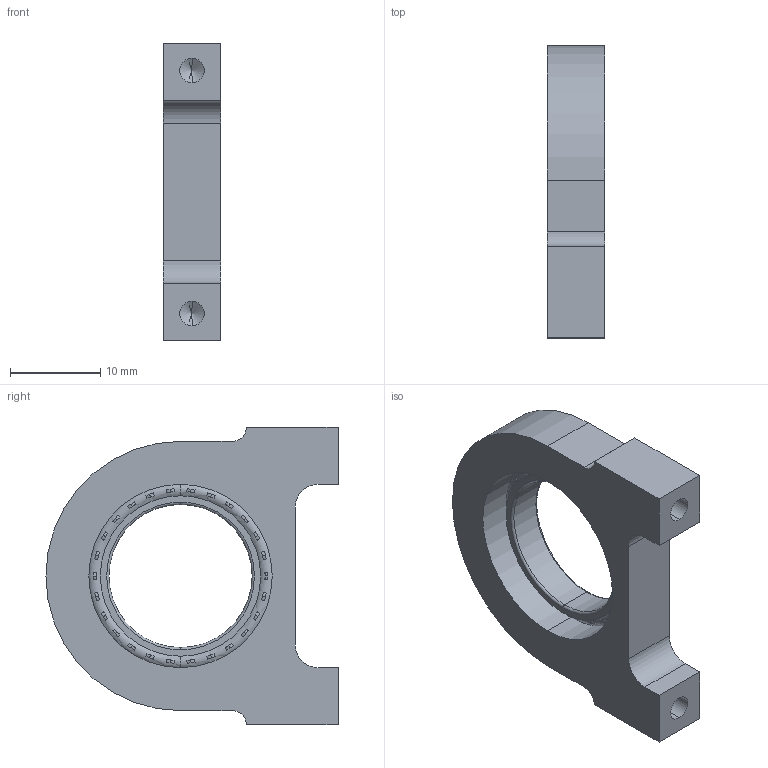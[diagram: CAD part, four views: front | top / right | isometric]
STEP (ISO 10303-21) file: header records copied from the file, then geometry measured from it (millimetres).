
FILE_DESCRIPTION (( 'STEP AP203' ), '1' );
FILE_NAME ('ROB-12541.STEP', '2014-12-06T03:47:57', ( '' ), ( '' ), 'SwSTEP 2.0', 'SolidWorks 2014', '' );
FILE_SCHEMA (( 'CONFIG_CONTROL_DESIGN' ));
Length unit declared in the file: inch
Products named in the file (1): ROB-12541
Bounding box: 6.35 x 32.38 x 33.02 mm (x, y, z)
Volume: 3322.3 mm3; surface area: 2904.4 mm2
Topology: 1 solids, 2 shells, 264 faces, 650 edges, 442 vertices
Faces by surface type: cylinder 127, sphere 104, plane 17, torus 12, cone 4
Entity records: 8729 total; most frequent: CARTESIAN_POINT 2705, ORIENTED_EDGE 1292, DIRECTION 1138, EDGE_CURVE 646, AXIS2_PLACEMENT_3D 539, VERTEX_POINT 442, EDGE_LOOP 324, B_SPLINE_CURVE_WITH_KNOTS 312
